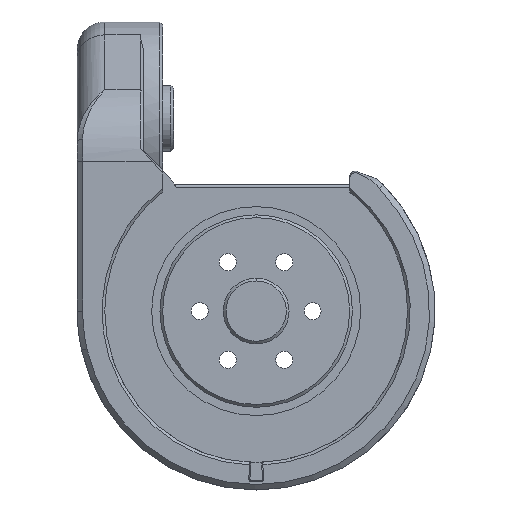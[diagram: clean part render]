
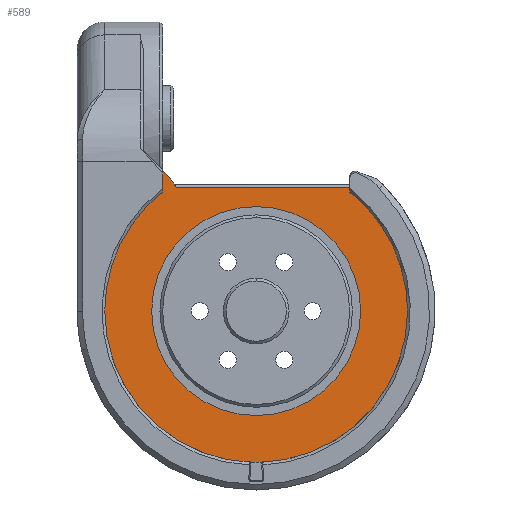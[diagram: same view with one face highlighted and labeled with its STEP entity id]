
A CAD part, front view. The second image highlights one B-rep face of the part: STEP entity #589.
In plain terms, the highlighted planar face has unit normal (0, -1, 0).
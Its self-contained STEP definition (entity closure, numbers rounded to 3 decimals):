
#26 = EDGE_CURVE ( 'NONE', #2723, #2415, #4069, .T. ) ;
#97 = DIRECTION ( 'NONE',  ( -1., 0., 0. ) ) ;
#150 = DIRECTION ( 'NONE',  ( 1., 0., 0. ) ) ;
#194 = ORIENTED_EDGE ( 'NONE', *, *, #2744, .F. ) ;
#275 = CARTESIAN_POINT ( 'NONE',  ( -29.576, -30.5, -12.384 ) ) ;
#589 = ADVANCED_FACE ( 'NONE', ( #2930, #1332 ), #3630, .T. ) ;
#604 = LINE ( 'NONE', #3053, #7437 ) ;
#669 = CARTESIAN_POINT ( 'NONE',  ( -15., -30.5, -35. ) ) ;
#721 = ORIENTED_EDGE ( 'NONE', *, *, #7190, .T. ) ;
#787 = DIRECTION ( 'NONE',  ( 0., -1., 0. ) ) ;
#820 = CARTESIAN_POINT ( 'NONE',  ( -30.642, -30.5, -10.902 ) ) ;
#896 = CARTESIAN_POINT ( 'NONE',  ( -32., -30.5, -9.442 ) ) ;
#926 = EDGE_CURVE ( 'NONE', #5825, #6337, #3430, .T. ) ;
#1081 = VERTEX_POINT ( 'NONE', #3153 ) ;
#1270 = DIRECTION ( 'NONE',  ( 0., -1., 0. ) ) ;
#1332 = FACE_OUTER_BOUND ( 'NONE', #1839, .T. ) ;
#1367 = CARTESIAN_POINT ( 'NONE',  ( -30.243, -30.5, -11.366 ) ) ;
#1398 = CARTESIAN_POINT ( 'NONE',  ( -30.018, -30.5, -11.654 ) ) ;
#1416 = DIRECTION ( 'NONE',  ( 1., 0., 0. ) ) ;
#1432 = CARTESIAN_POINT ( 'NONE',  ( -30.982, -30.5, -10.519 ) ) ;
#1476 = CARTESIAN_POINT ( 'NONE',  ( -29.823, -30.5, -11.929 ) ) ;
#1833 = CIRCLE ( 'NONE', #6591, 27.5 ) ;
#1839 = EDGE_LOOP ( 'NONE', ( #2579, #7232, #5857, #4042, #5345, #721, #2774 ) ) ;
#1862 = CARTESIAN_POINT ( 'NONE',  ( 3.975, -30.5, -35. ) ) ;
#1864 = VERTEX_POINT ( 'NONE', #6419 ) ;
#2001 = CARTESIAN_POINT ( 'NONE',  ( -42.5, -30.5, -35. ) ) ;
#2158 = CARTESIAN_POINT ( 'NONE',  ( -29.543, -30.5, -12.5 ) ) ;
#2226 = CARTESIAN_POINT ( 'NONE',  ( -15., -30.5, -35. ) ) ;
#2327 = ORIENTED_EDGE ( 'NONE', *, *, #26, .F. ) ;
#2347 = DIRECTION ( 'NONE',  ( 0., -1., 0. ) ) ;
#2415 = VERTEX_POINT ( 'NONE', #5581 ) ;
#2421 = DIRECTION ( 'NONE',  ( 1., 0., 0. ) ) ;
#2477 = DIRECTION ( 'NONE',  ( 0., 0., -1. ) ) ;
#2512 = VERTEX_POINT ( 'NONE', #6476 ) ;
#2559 = EDGE_CURVE ( 'NONE', #2512, #1081, #1833, .T. ) ;
#2579 = ORIENTED_EDGE ( 'NONE', *, *, #4643, .F. ) ;
#2620 = CARTESIAN_POINT ( 'NONE',  ( -30.012, -30.5, -11.662 ) ) ;
#2723 = VERTEX_POINT ( 'NONE', #1862 ) ;
#2744 = EDGE_CURVE ( 'NONE', #2415, #2723, #4836, .T. ) ;
#2774 = ORIENTED_EDGE ( 'NONE', *, *, #2559, .T. ) ;
#2873 = CARTESIAN_POINT ( 'NONE',  ( -15., -30.5, -35. ) ) ;
#2930 = FACE_BOUND ( 'NONE', #5602, .T. ) ;
#3053 = CARTESIAN_POINT ( 'NONE',  ( -31.771, -30.5, -12.5 ) ) ;
#3153 = CARTESIAN_POINT ( 'NONE',  ( 2., -30.5, -13.384 ) ) ;
#3158 = CARTESIAN_POINT ( 'NONE',  ( -30.025, -30.5, -11.645 ) ) ;
#3180 = CARTESIAN_POINT ( 'NONE',  ( -32., -30.5, -13.384 ) ) ;
#3256 = DIRECTION ( 'NONE',  ( 0., -1., 0. ) ) ;
#3372 = CARTESIAN_POINT ( 'NONE',  ( -15., -30.5, -35. ) ) ;
#3430 = CIRCLE ( 'NONE', #4179, 27.5 ) ;
#3458 = AXIS2_PLACEMENT_3D ( 'NONE', #2226, #3621, #2421 ) ;
#3464 = AXIS2_PLACEMENT_3D ( 'NONE', #3372, #3256, #1416 ) ;
#3499 = DIRECTION ( 'NONE',  ( 0., 0., 1. ) ) ;
#3621 = DIRECTION ( 'NONE',  ( 0., -1., 0. ) ) ;
#3630 = PLANE ( 'NONE',  #4024 ) ;
#3885 = CARTESIAN_POINT ( 'NONE',  ( -29.661, -30.5, -12.19 ) ) ;
#4003 = LINE ( 'NONE', #7675, #6691 ) ;
#4024 = AXIS2_PLACEMENT_3D ( 'NONE', #669, #787, #2477 ) ;
#4042 = ORIENTED_EDGE ( 'NONE', *, *, #4895, .F. ) ;
#4069 = CIRCLE ( 'NONE', #3458, 18.975 ) ;
#4151 = VERTEX_POINT ( 'NONE', #4437 ) ;
#4179 = AXIS2_PLACEMENT_3D ( 'NONE', #7595, #2347, #5929 ) ;
#4324 = EDGE_CURVE ( 'NONE', #4151, #7154, #604, .T. ) ;
#4406 = CARTESIAN_POINT ( 'NONE',  ( -30.653, -30.5, -10.89 ) ) ;
#4437 = CARTESIAN_POINT ( 'NONE',  ( 2., -30.5, -12.5 ) ) ;
#4486 = CARTESIAN_POINT ( 'NONE',  ( -30.628, -30.5, -10.918 ) ) ;
#4643 = EDGE_CURVE ( 'NONE', #4151, #1081, #4003, .T. ) ;
#4827 = EDGE_CURVE ( 'NONE', #7154, #1864, #4944, .T. ) ;
#4836 = CIRCLE ( 'NONE', #6728, 18.975 ) ;
#4895 = EDGE_CURVE ( 'NONE', #5825, #1864, #5185, .T. ) ;
#4909 = CARTESIAN_POINT ( 'NONE',  ( -15., -30.5, -35. ) ) ;
#4944 = B_SPLINE_CURVE_WITH_KNOTS ( 'NONE', 3,
 ( #5620, #275, #3885, #1476, #6136, #6800, #6248, #2620, #1398, #6771, #3158, #6169, #1367, #5006, #5036, #6280, #4486, #820, #7398, #4406, #6879, #1432, #7430, #896 ),
 .UNSPECIFIED., .F., .F.,
 ( 4, 1, 1, 1, 1, 1, 1, 2, 2, 1, 1, 1, 1, 1, 1, 2, 2, 4 ),
 ( 0., 0.125, 0.188, 0.219, 0.234, 0.242, 0.246, 0.248, 0.25, 0.375, 0.438, 0.469, 0.484, 0.492, 0.496, 0.498, 0.5, 1. ),
 .UNSPECIFIED. ) ;
#5006 = CARTESIAN_POINT ( 'NONE',  ( -30.438, -30.5, -11.135 ) ) ;
#5036 = CARTESIAN_POINT ( 'NONE',  ( -30.545, -30.5, -11.013 ) ) ;
#5185 = LINE ( 'NONE', #7544, #5297 ) ;
#5259 = DIRECTION ( 'NONE',  ( 1., 0., 0. ) ) ;
#5297 = VECTOR ( 'NONE', #3499, 1000. ) ;
#5345 = ORIENTED_EDGE ( 'NONE', *, *, #926, .T. ) ;
#5581 = CARTESIAN_POINT ( 'NONE',  ( -33.975, -30.5, -35. ) ) ;
#5602 = EDGE_LOOP ( 'NONE', ( #2327, #194 ) ) ;
#5620 = CARTESIAN_POINT ( 'NONE',  ( -29.543, -30.5, -12.5 ) ) ;
#5825 = VERTEX_POINT ( 'NONE', #3180 ) ;
#5857 = ORIENTED_EDGE ( 'NONE', *, *, #4827, .T. ) ;
#5859 = DIRECTION ( 'NONE',  ( 0., 0., -1. ) ) ;
#5929 = DIRECTION ( 'NONE',  ( 1., 0., 0. ) ) ;
#6136 = CARTESIAN_POINT ( 'NONE',  ( -29.919, -30.5, -11.789 ) ) ;
#6169 = CARTESIAN_POINT ( 'NONE',  ( -30.105, -30.5, -11.539 ) ) ;
#6248 = CARTESIAN_POINT ( 'NONE',  ( -29.998, -30.5, -11.681 ) ) ;
#6280 = CARTESIAN_POINT ( 'NONE',  ( -30.6, -30.5, -10.95 ) ) ;
#6337 = VERTEX_POINT ( 'NONE', #2001 ) ;
#6419 = CARTESIAN_POINT ( 'NONE',  ( -32., -30.5, -9.442 ) ) ;
#6476 = CARTESIAN_POINT ( 'NONE',  ( 12.5, -30.5, -35. ) ) ;
#6591 = AXIS2_PLACEMENT_3D ( 'NONE', #2873, #6984, #5259 ) ;
#6691 = VECTOR ( 'NONE', #5859, 1000. ) ;
#6728 = AXIS2_PLACEMENT_3D ( 'NONE', #4909, #1270, #150 ) ;
#6771 = CARTESIAN_POINT ( 'NONE',  ( -30.022, -30.5, -11.649 ) ) ;
#6800 = CARTESIAN_POINT ( 'NONE',  ( -29.971, -30.5, -11.717 ) ) ;
#6879 = CARTESIAN_POINT ( 'NONE',  ( -30.655, -30.5, -10.887 ) ) ;
#6984 = DIRECTION ( 'NONE',  ( 0., -1., 0. ) ) ;
#7154 = VERTEX_POINT ( 'NONE', #2158 ) ;
#7190 = EDGE_CURVE ( 'NONE', #6337, #2512, #7482, .T. ) ;
#7232 = ORIENTED_EDGE ( 'NONE', *, *, #4324, .T. ) ;
#7398 = CARTESIAN_POINT ( 'NONE',  ( -30.649, -30.5, -10.895 ) ) ;
#7430 = CARTESIAN_POINT ( 'NONE',  ( -31.429, -30.5, -10.038 ) ) ;
#7437 = VECTOR ( 'NONE', #97, 1000. ) ;
#7482 = CIRCLE ( 'NONE', #3464, 27.5 ) ;
#7544 = CARTESIAN_POINT ( 'NONE',  ( -32., -30.5, -8.301 ) ) ;
#7595 = CARTESIAN_POINT ( 'NONE',  ( -15., -30.5, -35. ) ) ;
#7675 = CARTESIAN_POINT ( 'NONE',  ( 2., -30.5, -8.301 ) ) ;
